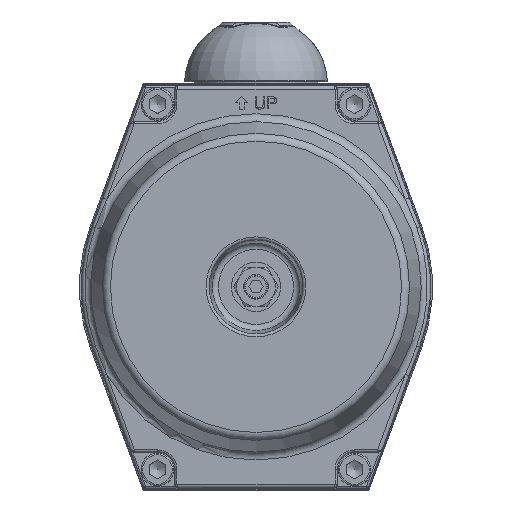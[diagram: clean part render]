
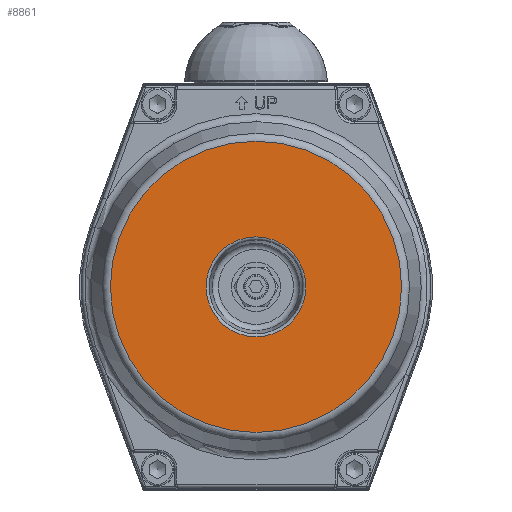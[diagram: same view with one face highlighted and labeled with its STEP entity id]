
A CAD part, front view. The second image highlights one B-rep face of the part: STEP entity #8861.
In plain terms, the highlighted planar face has unit normal (0, -1, 0).
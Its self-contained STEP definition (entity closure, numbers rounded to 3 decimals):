
#1782=PLANE('',#9753);
#2965=ORIENTED_EDGE('',*,*,#4944,.F.);
#2966=ORIENTED_EDGE('',*,*,#4945,.T.);
#4944=EDGE_CURVE('',#6193,#6193,#6931,.T.);
#4945=EDGE_CURVE('',#6194,#6194,#6932,.T.);
#6193=VERTEX_POINT('',#14450);
#6194=VERTEX_POINT('',#14452);
#6931=CIRCLE('',#9754,24.347);
#6932=CIRCLE('',#9755,70.957);
#7497=EDGE_LOOP('',(#2965));
#7498=EDGE_LOOP('',(#2966));
#8183=FACE_BOUND('',#7497,.T.);
#8184=FACE_BOUND('',#7498,.T.);
#8861=ADVANCED_FACE('',(#8183,#8184),#1782,.T.);
#9753=AXIS2_PLACEMENT_3D('',#14448,#11323,#11324);
#9754=AXIS2_PLACEMENT_3D('',#14449,#11325,#11326);
#9755=AXIS2_PLACEMENT_3D('',#14451,#11327,#11328);
#11323=DIRECTION('',(0.,-1.,0.));
#11324=DIRECTION('',(0.,0.,-1.));
#11325=DIRECTION('',(0.,-1.,0.));
#11326=DIRECTION('',(0.,0.,-1.));
#11327=DIRECTION('',(0.,-1.,0.));
#11328=DIRECTION('',(0.,0.,-1.));
#14448=CARTESIAN_POINT('',(0.,-189.5,74.));
#14449=CARTESIAN_POINT('',(0.,-189.5,0.));
#14450=CARTESIAN_POINT('',(0.,-189.5,-24.347));
#14451=CARTESIAN_POINT('',(0.,-189.5,0.));
#14452=CARTESIAN_POINT('',(0.,-189.5,-70.957));
